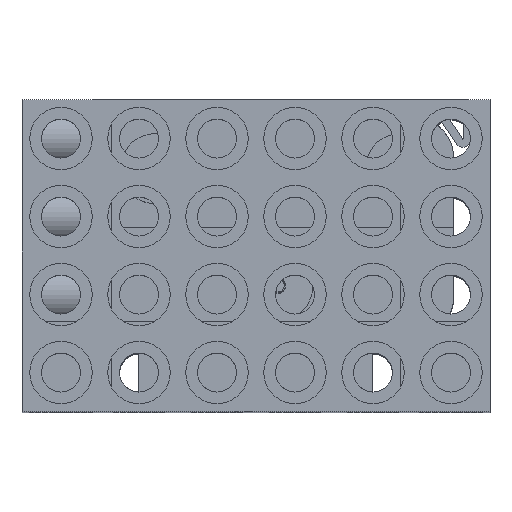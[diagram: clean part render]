
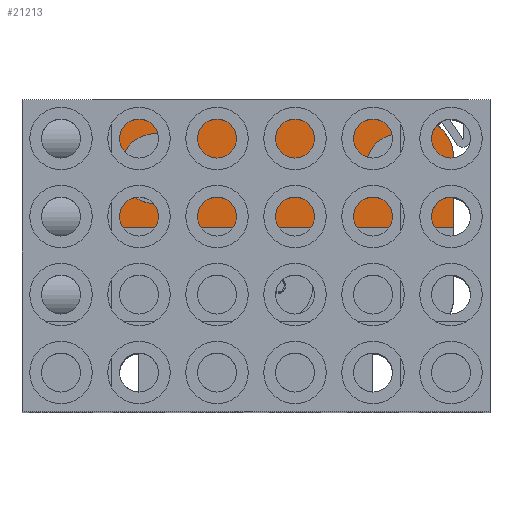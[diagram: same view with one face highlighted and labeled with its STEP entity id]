
A CAD part, top view. The second image highlights one B-rep face of the part: STEP entity #21213.
In plain terms, the highlighted face is planar.
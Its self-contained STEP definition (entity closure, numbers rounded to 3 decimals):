
#1460=FACE_BOUND('',#3892,.T.);
#1461=FACE_BOUND('',#3893,.T.);
#1462=FACE_BOUND('',#3894,.T.);
#2417=FACE_OUTER_BOUND('',#3891,.T.);
#3891=EDGE_LOOP('',(#19081,#19082,#19083,#19084,#19085,#19086));
#3892=EDGE_LOOP('',(#19087,#19088,#19089,#19090));
#3893=EDGE_LOOP('',(#19091));
#3894=EDGE_LOOP('',(#19092));
#5388=CIRCLE('',#24101,5.);
#5390=CIRCLE('',#24104,5.);
#5391=CIRCLE('',#24105,4.5);
#5392=CIRCLE('',#24106,4.5);
#6589=LINE('',#41848,#7883);
#6597=LINE('',#41865,#7891);
#6600=LINE('',#41869,#7894);
#6629=LINE('',#41936,#7923);
#6634=LINE('',#41950,#7928);
#6635=LINE('',#41952,#7929);
#6636=LINE('',#41955,#7930);
#6637=LINE('',#41956,#7931);
#7883=VECTOR('',#30597,10.);
#7891=VECTOR('',#30607,10.);
#7894=VECTOR('',#30612,10.);
#7923=VECTOR('',#30657,10.);
#7928=VECTOR('',#30670,10.);
#7929=VECTOR('',#30671,10.);
#7930=VECTOR('',#30674,10.);
#7931=VECTOR('',#30675,10.);
#10057=VERTEX_POINT('',#41845);
#10058=VERTEX_POINT('',#41847);
#10065=VERTEX_POINT('',#41862);
#10066=VERTEX_POINT('',#41864);
#10095=VERTEX_POINT('',#41933);
#10096=VERTEX_POINT('',#41935);
#10099=VERTEX_POINT('',#41943);
#10101=VERTEX_POINT('',#41949);
#10102=VERTEX_POINT('',#41951);
#10103=VERTEX_POINT('',#41953);
#10104=VERTEX_POINT('',#41957);
#10105=VERTEX_POINT('',#41959);
#13092=EDGE_CURVE('',#10058,#10057,#6589,.T.);
#13100=EDGE_CURVE('',#10066,#10065,#6597,.T.);
#13103=EDGE_CURVE('',#10057,#10066,#6600,.T.);
#13136=EDGE_CURVE('',#10096,#10095,#6629,.T.);
#13140=EDGE_CURVE('',#10096,#10099,#5388,.T.);
#13143=EDGE_CURVE('',#10101,#10095,#6634,.T.);
#13144=EDGE_CURVE('',#10101,#10102,#6635,.T.);
#13145=EDGE_CURVE('',#10103,#10102,#5390,.T.);
#13146=EDGE_CURVE('',#10103,#10099,#6636,.T.);
#13147=EDGE_CURVE('',#10065,#10058,#6637,.T.);
#13148=EDGE_CURVE('',#10104,#10104,#5391,.T.);
#13149=EDGE_CURVE('',#10105,#10105,#5392,.T.);
#19081=ORIENTED_EDGE('',*,*,#13140,.F.);
#19082=ORIENTED_EDGE('',*,*,#13136,.T.);
#19083=ORIENTED_EDGE('',*,*,#13143,.F.);
#19084=ORIENTED_EDGE('',*,*,#13144,.T.);
#19085=ORIENTED_EDGE('',*,*,#13145,.F.);
#19086=ORIENTED_EDGE('',*,*,#13146,.T.);
#19087=ORIENTED_EDGE('',*,*,#13147,.T.);
#19088=ORIENTED_EDGE('',*,*,#13092,.T.);
#19089=ORIENTED_EDGE('',*,*,#13103,.T.);
#19090=ORIENTED_EDGE('',*,*,#13100,.T.);
#19091=ORIENTED_EDGE('',*,*,#13148,.F.);
#19092=ORIENTED_EDGE('',*,*,#13149,.F.);
#20197=PLANE('',#24103);
#21213=ADVANCED_FACE('',(#2417,#1460,#1461,#1462),#20197,.F.);
#24101=AXIS2_PLACEMENT_3D('',#41944,#30663,#30664);
#24103=AXIS2_PLACEMENT_3D('',#41948,#30668,#30669);
#24104=AXIS2_PLACEMENT_3D('',#41954,#30672,#30673);
#24105=AXIS2_PLACEMENT_3D('',#41958,#30676,#30677);
#24106=AXIS2_PLACEMENT_3D('',#41960,#30678,#30679);
#30597=DIRECTION('',(0.,1.,0.));
#30607=DIRECTION('',(0.,-1.,0.));
#30612=DIRECTION('',(-1.,0.,0.));
#30657=DIRECTION('',(0.,1.,0.));
#30663=DIRECTION('center_axis',(0.,0.,1.));
#30664=DIRECTION('ref_axis',(-0.707,-0.707,0.));
#30668=DIRECTION('center_axis',(0.,0.,1.));
#30669=DIRECTION('ref_axis',(-1.,0.,0.));
#30670=DIRECTION('',(-1.,0.,0.));
#30671=DIRECTION('',(0.,-1.,0.));
#30672=DIRECTION('center_axis',(0.,0.,1.));
#30673=DIRECTION('ref_axis',(0.707,-0.707,0.));
#30674=DIRECTION('',(-1.,0.,0.));
#30675=DIRECTION('',(1.,0.,0.));
#30676=DIRECTION('center_axis',(0.,0.,-1.));
#30677=DIRECTION('ref_axis',(-1.,0.,0.));
#30678=DIRECTION('center_axis',(0.,0.,-1.));
#30679=DIRECTION('ref_axis',(-1.,0.,0.));
#41845=CARTESIAN_POINT('',(8.038,-0.8,-57.2));
#41847=CARTESIAN_POINT('',(8.038,-8.8,-57.2));
#41848=CARTESIAN_POINT('',(8.038,-7.9,-57.2));
#41862=CARTESIAN_POINT('',(6.038,-8.8,-57.2));
#41864=CARTESIAN_POINT('',(6.038,-0.8,-57.2));
#41865=CARTESIAN_POINT('',(6.038,-3.9,-57.2));
#41869=CARTESIAN_POINT('',(4.019,-0.8,-57.2));
#41933=CARTESIAN_POINT('',(-22.501,0.,-57.2));
#41935=CARTESIAN_POINT('',(-22.501,-9.,-57.2));
#41936=CARTESIAN_POINT('',(-22.501,-9.,-57.2));
#41943=CARTESIAN_POINT('',(-17.501,-14.,-57.2));
#41944=CARTESIAN_POINT('Origin',(-17.501,-9.,-57.2));
#41948=CARTESIAN_POINT('Origin',(-0.001,-7.,-57.2));
#41949=CARTESIAN_POINT('',(22.5,0.,-57.2));
#41950=CARTESIAN_POINT('',(23.1,0.,-57.2));
#41951=CARTESIAN_POINT('',(22.5,-9.,-57.2));
#41952=CARTESIAN_POINT('',(22.5,0.,-57.2));
#41953=CARTESIAN_POINT('',(17.5,-14.,-57.2));
#41954=CARTESIAN_POINT('Origin',(17.5,-9.,-57.2));
#41955=CARTESIAN_POINT('',(18.1,-14.,-57.2));
#41956=CARTESIAN_POINT('',(3.019,-8.8,-57.2));
#41957=CARTESIAN_POINT('',(20.201,-7.5,-57.2));
#41958=CARTESIAN_POINT('Origin',(15.701,-7.5,-57.2));
#41959=CARTESIAN_POINT('',(-11.202,-7.5,-57.2));
#41960=CARTESIAN_POINT('Origin',(-15.702,-7.5,-57.2));
